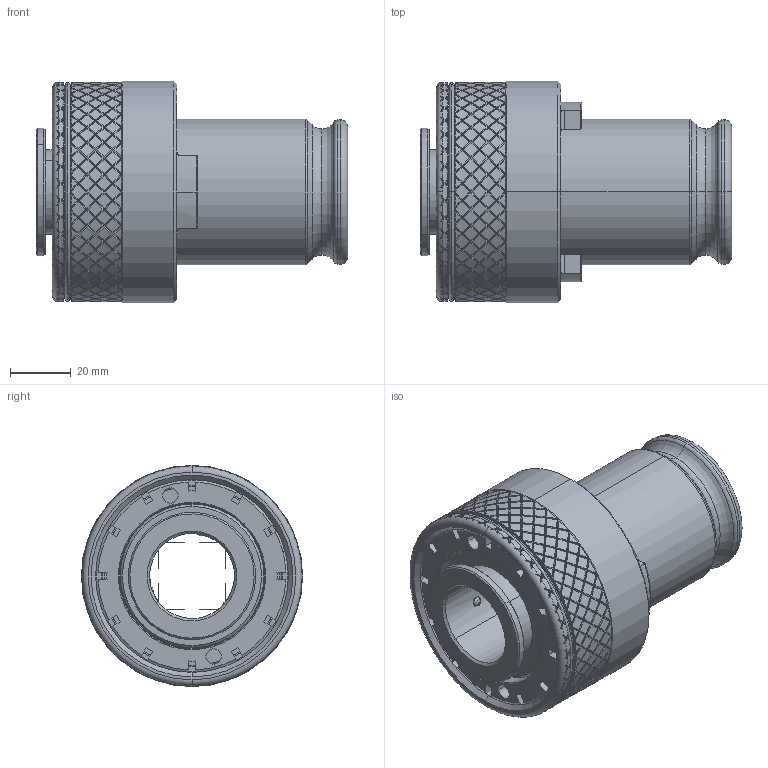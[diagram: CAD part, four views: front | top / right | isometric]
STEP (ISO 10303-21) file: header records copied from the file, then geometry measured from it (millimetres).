
FILE_DESCRIPTION (( 'STEP AP203' ), '1' );
FILE_NAME ('68-S.16.13.362822.STEP', '2019-04-16T05:54:13', ( 'Acer' ), ( '' ), 'SwSTEP 2.0', 'SolidWorks 2018', '' );
FILE_SCHEMA (( 'CONFIG_CONTROL_DESIGN' ));
Length unit declared in the file: millimetre
Products named in the file (1): 68-S.16.13.362822
Bounding box: 102.7 x 73 x 73 mm (x, y, z)
Surface area: 45374.4 mm2 (no closed solid volume)
Topology: 0 solids, 11 shells, 1869 faces, 4368 edges, 2471 vertices
Faces by surface type: bspline 1276, cylinder 457, plane 66, cone 33, torus 31, sphere 6
Entity records: 73525 total; most frequent: CARTESIAN_POINT 46505, ORIENTED_EDGE 8392, EDGE_CURVE 4351, DIRECTION 2500, VERTEX_POINT 2462, EDGE_LOOP 1884, ADVANCED_FACE 1869, FACE_OUTER_BOUND 1869
